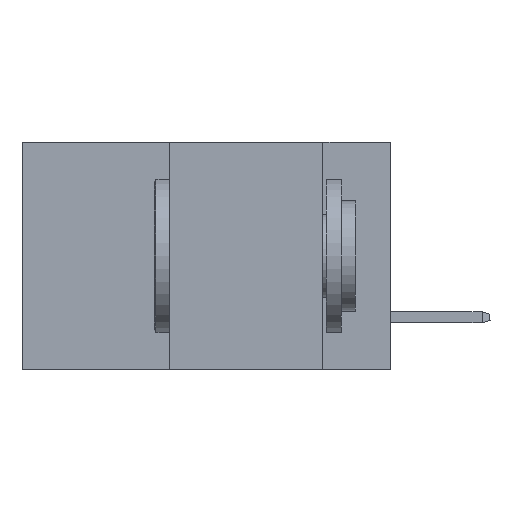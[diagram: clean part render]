
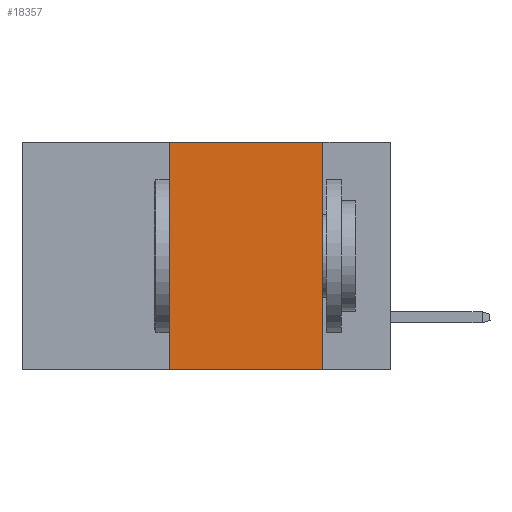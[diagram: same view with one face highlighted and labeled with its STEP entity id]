
A CAD part, left-side view. The second image highlights one B-rep face of the part: STEP entity #18357.
In plain terms, the highlighted planar face has unit normal (-1, 0, 0).
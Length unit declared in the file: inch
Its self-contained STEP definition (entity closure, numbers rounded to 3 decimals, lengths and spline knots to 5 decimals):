
#46 = VECTOR ( 'NONE', #10770, 39.37008 ) ;
#422 = ORIENTED_EDGE ( 'NONE', *, *, #14279, .F. ) ;
#1779 = AXIS2_PLACEMENT_3D ( 'NONE', #5908, #3045, #13275 ) ;
#3045 = DIRECTION ( 'NONE',  ( 1., 0., 0. ) ) ;
#4019 = EDGE_CURVE ( 'NONE', #15506, #7563, #10039, .T. ) ;
#4288 = ORIENTED_EDGE ( 'NONE', *, *, #11620, .F. ) ;
#4710 = VECTOR ( 'NONE', #4846, 39.37008 ) ;
#4846 = DIRECTION ( 'NONE',  ( 0., 0., 1. ) ) ;
#5320 = VERTEX_POINT ( 'NONE', #8371 ) ;
#5908 = CARTESIAN_POINT ( 'NONE',  ( 0., 0.6, 0. ) ) ;
#6033 = PLANE ( 'NONE',  #1779 ) ;
#7563 = VERTEX_POINT ( 'NONE', #13990 ) ;
#7696 = VERTEX_POINT ( 'NONE', #11645 ) ;
#8371 = CARTESIAN_POINT ( 'NONE',  ( 0., 0.11, 0. ) ) ;
#8899 = VECTOR ( 'NONE', #13028, 39.37008 ) ;
#9035 = ORIENTED_EDGE ( 'NONE', *, *, #4019, .T. ) ;
#10031 = ORIENTED_EDGE ( 'NONE', *, *, #11753, .F. ) ;
#10039 = LINE ( 'NONE', #17003, #8899 ) ;
#10770 = DIRECTION ( 'NONE',  ( 0., -1., 0. ) ) ;
#11412 = FACE_OUTER_BOUND ( 'NONE', #16335, .T. ) ;
#11620 = EDGE_CURVE ( 'NONE', #7696, #5320, #17566, .T. ) ;
#11645 = CARTESIAN_POINT ( 'NONE',  ( 0., 0.36, 0. ) ) ;
#11753 = EDGE_CURVE ( 'NONE', #5320, #7563, #12140, .T. ) ;
#11979 = CARTESIAN_POINT ( 'NONE',  ( 0., 0.11, 0. ) ) ;
#12140 = LINE ( 'NONE', #11979, #16480 ) ;
#12496 = DIRECTION ( 'NONE',  ( 0., 0., -1. ) ) ;
#13028 = DIRECTION ( 'NONE',  ( 0., -1., 0. ) ) ;
#13275 = DIRECTION ( 'NONE',  ( 0., 0., -1. ) ) ;
#13623 = CARTESIAN_POINT ( 'NONE',  ( 0., 0.36, 0. ) ) ;
#13990 = CARTESIAN_POINT ( 'NONE',  ( 0., 0.11, -0.37 ) ) ;
#14279 = EDGE_CURVE ( 'NONE', #15506, #7696, #16370, .T. ) ;
#15506 = VERTEX_POINT ( 'NONE', #18012 ) ;
#16335 = EDGE_LOOP ( 'NONE', ( #10031, #4288, #422, #9035 ) ) ;
#16370 = LINE ( 'NONE', #13623, #4710 ) ;
#16480 = VECTOR ( 'NONE', #12496, 39.37008 ) ;
#16509 = CARTESIAN_POINT ( 'NONE',  ( 0., 0.6, 0. ) ) ;
#17003 = CARTESIAN_POINT ( 'NONE',  ( 0., 0.6, -0.37 ) ) ;
#17566 = LINE ( 'NONE', #16509, #46 ) ;
#18012 = CARTESIAN_POINT ( 'NONE',  ( 0., 0.36, -0.37 ) ) ;
#18357 = ADVANCED_FACE ( 'NONE', ( #11412 ), #6033, .F. ) ;
